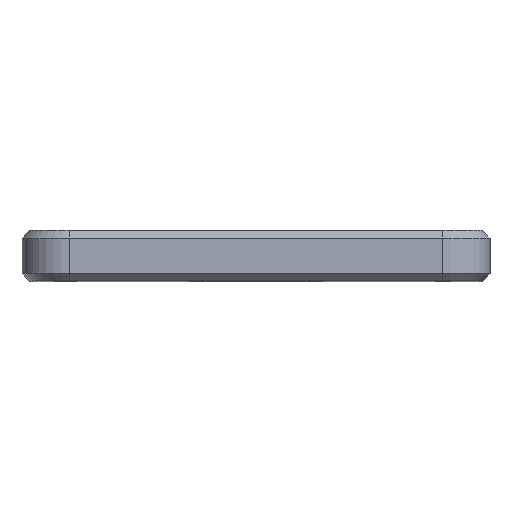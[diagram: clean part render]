
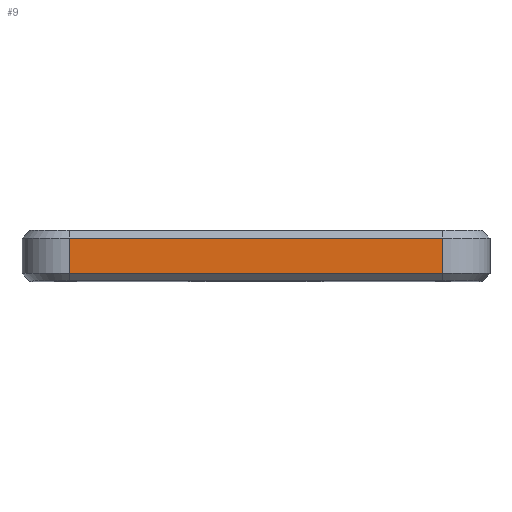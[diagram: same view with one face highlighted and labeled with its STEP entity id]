
A CAD part, top view. The second image highlights one B-rep face of the part: STEP entity #9.
In plain terms, the highlighted planar face has unit normal (0, 0, 1).
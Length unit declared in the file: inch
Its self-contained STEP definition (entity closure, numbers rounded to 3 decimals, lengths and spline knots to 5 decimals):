
#9 = ADVANCED_FACE ( 'NONE', ( #502 ), #15055, .T. ) ;
#40 = CARTESIAN_POINT ( 'NONE',  ( -1.495, -0.20313, 1.875 ) ) ;
#502 = FACE_OUTER_BOUND ( 'NONE', #8215, .T. ) ;
#561 = VECTOR ( 'NONE', #14545, 39.37008 ) ;
#840 = VERTEX_POINT ( 'NONE', #14419 ) ;
#1496 = DIRECTION ( 'NONE',  ( 0., 1., 0. ) ) ;
#2449 = CARTESIAN_POINT ( 'NONE',  ( -1.495, 0.14062, 1.875 ) ) ;
#2920 = CARTESIAN_POINT ( 'NONE',  ( 1.495, -0.14063, 1.875 ) ) ;
#3572 = EDGE_CURVE ( 'NONE', #12233, #6506, #12001, .T. ) ;
#4305 = CARTESIAN_POINT ( 'NONE',  ( -1.495, -0.14063, 1.875 ) ) ;
#4548 = VECTOR ( 'NONE', #1496, 39.37008 ) ;
#4971 = LINE ( 'NONE', #2449, #561 ) ;
#5258 = ORIENTED_EDGE ( 'NONE', *, *, #3572, .F. ) ;
#6506 = VERTEX_POINT ( 'NONE', #11102 ) ;
#6972 = VECTOR ( 'NONE', #11719, 39.37008 ) ;
#7544 = ORIENTED_EDGE ( 'NONE', *, *, #11745, .T. ) ;
#7812 = DIRECTION ( 'NONE',  ( 1., 0., 0. ) ) ;
#7914 = EDGE_CURVE ( 'NONE', #8388, #840, #9674, .T. ) ;
#8215 = EDGE_LOOP ( 'NONE', ( #5258, #12234, #12444, #7544 ) ) ;
#8388 = VERTEX_POINT ( 'NONE', #2920 ) ;
#9071 = DIRECTION ( 'NONE',  ( 0., 0., 1. ) ) ;
#9264 = CARTESIAN_POINT ( 'NONE',  ( -1.495, -0.14063, 1.875 ) ) ;
#9269 = VECTOR ( 'NONE', #14425, 39.37008 ) ;
#9674 = LINE ( 'NONE', #13360, #4548 ) ;
#10604 = LINE ( 'NONE', #9264, #6972 ) ;
#11102 = CARTESIAN_POINT ( 'NONE',  ( -1.495, 0.14062, 1.875 ) ) ;
#11719 = DIRECTION ( 'NONE',  ( 1., 0., 0. ) ) ;
#11745 = EDGE_CURVE ( 'NONE', #840, #6506, #4971, .T. ) ;
#12001 = LINE ( 'NONE', #40, #9269 ) ;
#12233 = VERTEX_POINT ( 'NONE', #4305 ) ;
#12234 = ORIENTED_EDGE ( 'NONE', *, *, #13582, .T. ) ;
#12444 = ORIENTED_EDGE ( 'NONE', *, *, #7914, .T. ) ;
#12466 = CARTESIAN_POINT ( 'NONE',  ( -1.495, -0.20313, 1.875 ) ) ;
#13360 = CARTESIAN_POINT ( 'NONE',  ( 1.495, -0.20313, 1.875 ) ) ;
#13425 = AXIS2_PLACEMENT_3D ( 'NONE', #12466, #9071, #7812 ) ;
#13582 = EDGE_CURVE ( 'NONE', #12233, #8388, #10604, .T. ) ;
#14419 = CARTESIAN_POINT ( 'NONE',  ( 1.495, 0.14062, 1.875 ) ) ;
#14425 = DIRECTION ( 'NONE',  ( 0., 1., 0. ) ) ;
#14545 = DIRECTION ( 'NONE',  ( -1., 0., 0. ) ) ;
#15055 = PLANE ( 'NONE',  #13425 ) ;
